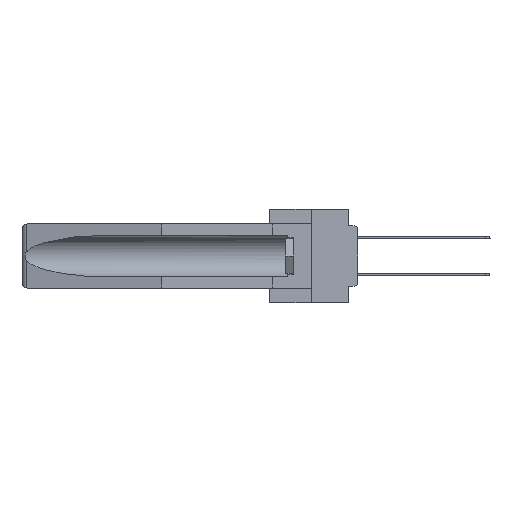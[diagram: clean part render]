
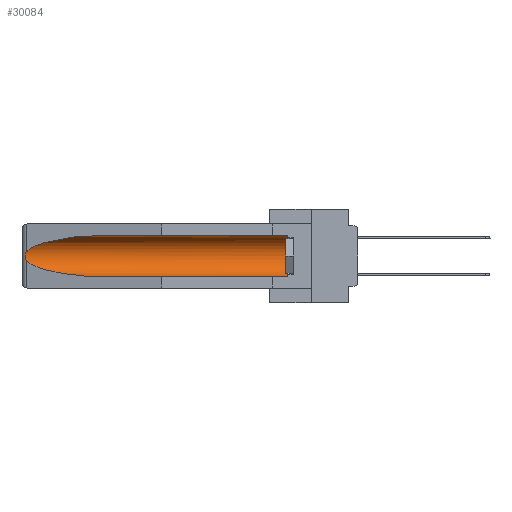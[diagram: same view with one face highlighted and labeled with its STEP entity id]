
A CAD part, left-side view. The second image highlights one B-rep face of the part: STEP entity #30084.
In plain terms, the highlighted cylindrical face has radius 2.857 mm (diameter 5.715 mm), a partial arc.
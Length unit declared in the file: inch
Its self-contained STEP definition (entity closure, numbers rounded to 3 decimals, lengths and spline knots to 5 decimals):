
#6 = CARTESIAN_POINT ( 'NONE',  ( 0.26654, 1.53092, -0.15636 ) ) ;
#684 = VERTEX_POINT ( 'NONE', #20965 ) ;
#873 = ORIENTED_EDGE ( 'NONE', *, *, #32509, .T. ) ;
#1893 = CARTESIAN_POINT ( 'NONE',  ( 0.155, 1.07973, -0.059 ) ) ;
#2699 = FACE_OUTER_BOUND ( 'NONE', #37383, .T. ) ;
#3140 = CARTESIAN_POINT ( 'NONE',  ( 0.155, 0.126, -0.284 ) ) ;
#3988 = AXIS2_PLACEMENT_3D ( 'NONE', #28229, #7283, #13215 ) ;
#4092 = CARTESIAN_POINT ( 'NONE',  ( 0.155, 1.07973, -0.284 ) ) ;
#5827 = CARTESIAN_POINT ( 'NONE',  ( 0.2675, 1.53308, -0.16763 ) ) ;
#6129 = DIRECTION ( 'NONE',  ( 0., 1., 0. ) ) ;
#7283 = DIRECTION ( 'NONE',  ( 0., -1., 0. ) ) ;
#7501 = ORIENTED_EDGE ( 'NONE', *, *, #21007, .T. ) ;
#8058 = EDGE_CURVE ( 'NONE', #27030, #34648, #30878, .T. ) ;
#8860 = CARTESIAN_POINT ( 'NONE',  ( 0.26655, 1.53094, -0.18657 ) ) ;
#8918 = ORIENTED_EDGE ( 'NONE', *, *, #35841, .F. ) ;
#9177 = CARTESIAN_POINT ( 'NONE',  ( 0.155, -0.30754, -0.1715 ) ) ;
#9634 = B_SPLINE_CURVE_WITH_KNOTS ( 'NONE', 3,
 ( #26770, #29795, #6, #11762, #5827, #26901, #21117, #8860, #11890, #32968 ),
 .UNSPECIFIED., .F., .F.,
 ( 4, 2, 2, 2, 4 ),
 ( 0., 0.00029, 0.00058, 0.00087, 0.00117 ),
 .UNSPECIFIED. ) ;
#9911 = EDGE_CURVE ( 'NONE', #11905, #9992, #24882, .T. ) ;
#9992 = VERTEX_POINT ( 'NONE', #4092 ) ;
#11762 = CARTESIAN_POINT ( 'NONE',  ( 0.2673, 1.5327, -0.16383 ) ) ;
#11890 = CARTESIAN_POINT ( 'NONE',  ( 0.26597, 1.5296, -0.19026 ) ) ;
#11905 = VERTEX_POINT ( 'NONE', #16226 ) ;
#13215 = DIRECTION ( 'NONE',  ( 0., 0., 1. ) ) ;
#13783 = ORIENTED_EDGE ( 'NONE', *, *, #30060, .T. ) ;
#16226 = CARTESIAN_POINT ( 'NONE',  ( 0.26537, 1.52718, -0.19328 ) ) ;
#16417 = CARTESIAN_POINT ( 'NONE',  ( 0.25451, 1.48313, -0.24835 ) ) ;
#17559 = CARTESIAN_POINT ( 'NONE',  ( 0.26537, 1.52718, -0.14972 ) ) ;
#18575 = CYLINDRICAL_SURFACE ( 'NONE', #27454, 0.1125 ) ;
#18981 = ORIENTED_EDGE ( 'NONE', *, *, #9911, .T. ) ;
#19100 =( BOUNDED_CURVE ( )  B_SPLINE_CURVE ( 3, ( #1893, #31968, #38119, #34709 ),
 .UNSPECIFIED., .F., .F. ) 
 B_SPLINE_CURVE_WITH_KNOTS ( ( 4, 4 ),
 ( 4.71239, 6.08839 ),
 .UNSPECIFIED. ) 
 CURVE ( )  GEOMETRIC_REPRESENTATION_ITEM ( )  RATIONAL_B_SPLINE_CURVE ( ( 1., 0.848, 0.848, 1. ) ) 
 REPRESENTATION_ITEM ( '' )  );
#19439 = CARTESIAN_POINT ( 'NONE',  ( 0.155, 0.126, -0.059 ) ) ;
#20965 = CARTESIAN_POINT ( 'NONE',  ( 0.155, 1.07973, -0.059 ) ) ;
#21007 = EDGE_CURVE ( 'NONE', #684, #28036, #19100, .T. ) ;
#21041 = DIRECTION ( 'NONE',  ( 0., 0., 1. ) ) ;
#21117 = CARTESIAN_POINT ( 'NONE',  ( 0.2673, 1.53269, -0.17917 ) ) ;
#22455 = CARTESIAN_POINT ( 'NONE',  ( 0.155, 1.07973, -0.284 ) ) ;
#24073 = CARTESIAN_POINT ( 'NONE',  ( 0.155, -0.30754, -0.059 ) ) ;
#24882 =( BOUNDED_CURVE ( )  B_SPLINE_CURVE ( 3, ( #28617, #16417, #31938, #22455 ),
 .UNSPECIFIED., .F., .F. ) 
 B_SPLINE_CURVE_WITH_KNOTS ( ( 4, 4 ),
 ( 0.1948, 1.5708 ),
 .UNSPECIFIED. ) 
 CURVE ( )  GEOMETRIC_REPRESENTATION_ITEM ( )  RATIONAL_B_SPLINE_CURVE ( ( 1., 0.848, 0.848, 1. ) ) 
 REPRESENTATION_ITEM ( '' )  );
#26770 = CARTESIAN_POINT ( 'NONE',  ( 0.26537, 1.52718, -0.14972 ) ) ;
#26901 = CARTESIAN_POINT ( 'NONE',  ( 0.2675, 1.53308, -0.17534 ) ) ;
#27030 = VERTEX_POINT ( 'NONE', #3140 ) ;
#27454 = AXIS2_PLACEMENT_3D ( 'NONE', #9177, #36413, #21041 ) ;
#27948 = VECTOR ( 'NONE', #6129, 39.37008 ) ;
#28036 = VERTEX_POINT ( 'NONE', #17559 ) ;
#28229 = CARTESIAN_POINT ( 'NONE',  ( 0.155, 0.126, -0.1715 ) ) ;
#28402 = CARTESIAN_POINT ( 'NONE',  ( 0.155, -0.30754, -0.284 ) ) ;
#28617 = CARTESIAN_POINT ( 'NONE',  ( 0.26537, 1.52718, -0.19328 ) ) ;
#29795 = CARTESIAN_POINT ( 'NONE',  ( 0.26597, 1.52961, -0.15275 ) ) ;
#30060 = EDGE_CURVE ( 'NONE', #34648, #684, #35979, .T. ) ;
#30084 = ADVANCED_FACE ( 'NONE', ( #2699 ), #18575, .F. ) ;
#30642 = VECTOR ( 'NONE', #31070, 39.37008 ) ;
#30878 = CIRCLE ( 'NONE', #3988, 0.1125 ) ;
#31070 = DIRECTION ( 'NONE',  ( 0., 1., 0. ) ) ;
#31938 = CARTESIAN_POINT ( 'NONE',  ( 0.21114, 1.30732, -0.284 ) ) ;
#31968 = CARTESIAN_POINT ( 'NONE',  ( 0.21114, 1.30732, -0.059 ) ) ;
#32056 = LINE ( 'NONE', #28402, #30642 ) ;
#32509 = EDGE_CURVE ( 'NONE', #28036, #11905, #9634, .T. ) ;
#32968 = CARTESIAN_POINT ( 'NONE',  ( 0.26537, 1.52718, -0.19328 ) ) ;
#34648 = VERTEX_POINT ( 'NONE', #19439 ) ;
#34709 = CARTESIAN_POINT ( 'NONE',  ( 0.26537, 1.52718, -0.14972 ) ) ;
#35841 = EDGE_CURVE ( 'NONE', #27030, #9992, #32056, .T. ) ;
#35979 = LINE ( 'NONE', #24073, #27948 ) ;
#36413 = DIRECTION ( 'NONE',  ( 0., 1., 0. ) ) ;
#37383 = EDGE_LOOP ( 'NONE', ( #7501, #873, #18981, #8918, #37683, #13783 ) ) ;
#37683 = ORIENTED_EDGE ( 'NONE', *, *, #8058, .T. ) ;
#38119 = CARTESIAN_POINT ( 'NONE',  ( 0.25451, 1.48313, -0.09465 ) ) ;
